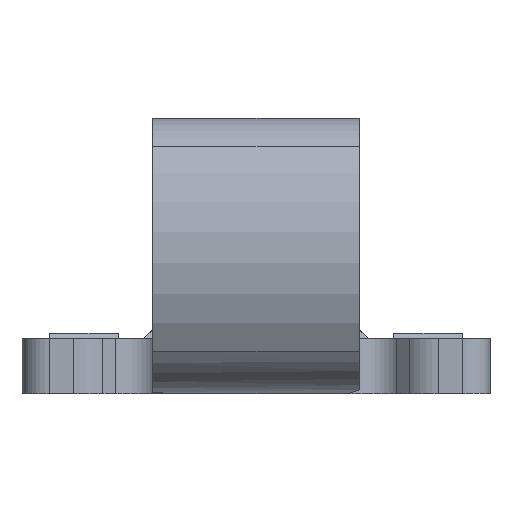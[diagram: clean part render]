
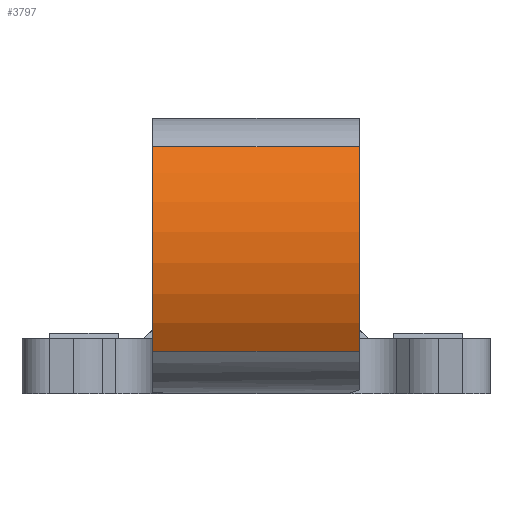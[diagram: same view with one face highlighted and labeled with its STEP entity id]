
A CAD part, left-side view. The second image highlights one B-rep face of the part: STEP entity #3797.
In plain terms, the highlighted cylindrical face has radius 6.5 mm (diameter 13 mm), a partial arc.
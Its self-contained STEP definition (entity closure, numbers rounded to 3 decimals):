
#5 = LINE ( 'NONE', #2638, #13 ) ;
#13 = VECTOR ( 'NONE', #2599, 1000. ) ;
#90 = VECTOR ( 'NONE', #4879, 1000. ) ;
#217 = CIRCLE ( 'NONE', #5583, 6.5 ) ;
#242 = LINE ( 'NONE', #1627, #90 ) ;
#556 = CARTESIAN_POINT ( 'NONE',  ( -11., -3.75, 5. ) ) ;
#988 = VERTEX_POINT ( 'NONE', #5881 ) ;
#1043 = FACE_OUTER_BOUND ( 'NONE', #3215, .T. ) ;
#1174 = VERTEX_POINT ( 'NONE', #4842 ) ;
#1502 = VERTEX_POINT ( 'NONE', #3253 ) ;
#1627 = CARTESIAN_POINT ( 'NONE',  ( -16.152, 3.75, 8.963 ) ) ;
#2258 = EDGE_CURVE ( 'NONE', #1174, #2498, #5, .T. ) ;
#2433 = DIRECTION ( 'NONE',  ( 0., 0., -1. ) ) ;
#2498 = VERTEX_POINT ( 'NONE', #5082 ) ;
#2560 = EDGE_CURVE ( 'NONE', #2498, #988, #2734, .T. ) ;
#2599 = DIRECTION ( 'NONE',  ( 0., 1., 0. ) ) ;
#2638 = CARTESIAN_POINT ( 'NONE',  ( -16.507, 3.75, 1.547 ) ) ;
#2656 = CARTESIAN_POINT ( 'NONE',  ( -11., 3.75, 5. ) ) ;
#2666 = DIRECTION ( 'NONE',  ( 0., -1., 0. ) ) ;
#2734 = CIRCLE ( 'NONE', #4718, 6.5 ) ;
#3215 = EDGE_LOOP ( 'NONE', ( #4219, #4225, #4228, #4287 ) ) ;
#3253 = CARTESIAN_POINT ( 'NONE',  ( -16.152, -3.75, 8.963 ) ) ;
#3392 = AXIS2_PLACEMENT_3D ( 'NONE', #2656, #2666, #2433 ) ;
#3797 = ADVANCED_FACE ( 'NONE', ( #1043 ), #5862, .T. ) ;
#4219 = ORIENTED_EDGE ( 'NONE', *, *, #2560, .F. ) ;
#4225 = ORIENTED_EDGE ( 'NONE', *, *, #2258, .F. ) ;
#4228 = ORIENTED_EDGE ( 'NONE', *, *, #5162, .T. ) ;
#4287 = ORIENTED_EDGE ( 'NONE', *, *, #6014, .T. ) ;
#4544 = CARTESIAN_POINT ( 'NONE',  ( -11., 3.75, 5. ) ) ;
#4688 = DIRECTION ( 'NONE',  ( 0., 0., -1. ) ) ;
#4718 = AXIS2_PLACEMENT_3D ( 'NONE', #4544, #4726, #4688 ) ;
#4726 = DIRECTION ( 'NONE',  ( 0., 1., 0. ) ) ;
#4842 = CARTESIAN_POINT ( 'NONE',  ( -16.507, -3.75, 1.547 ) ) ;
#4879 = DIRECTION ( 'NONE',  ( 0., 1., 0. ) ) ;
#5082 = CARTESIAN_POINT ( 'NONE',  ( -16.507, 3.75, 1.547 ) ) ;
#5162 = EDGE_CURVE ( 'NONE', #1174, #1502, #217, .T. ) ;
#5583 = AXIS2_PLACEMENT_3D ( 'NONE', #556, #5860, #5833 ) ;
#5833 = DIRECTION ( 'NONE',  ( 0., 0., -1. ) ) ;
#5860 = DIRECTION ( 'NONE',  ( 0., 1., 0. ) ) ;
#5862 = CYLINDRICAL_SURFACE ( 'NONE', #3392, 6.5 ) ;
#5881 = CARTESIAN_POINT ( 'NONE',  ( -16.152, 3.75, 8.963 ) ) ;
#6014 = EDGE_CURVE ( 'NONE', #1502, #988, #242, .T. ) ;
